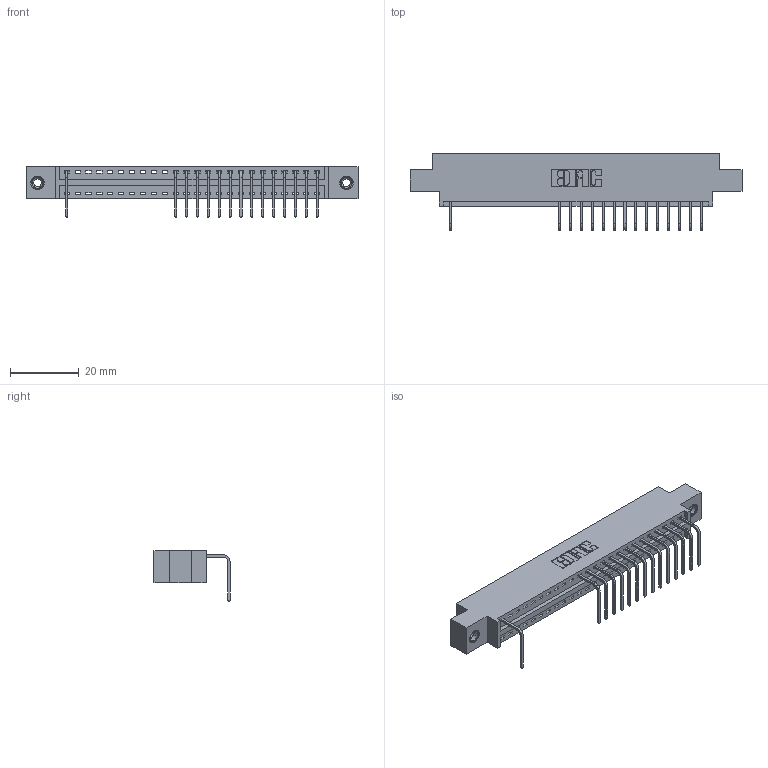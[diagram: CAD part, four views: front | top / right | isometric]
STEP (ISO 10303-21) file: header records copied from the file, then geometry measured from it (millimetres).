
FILE_DESCRIPTION (( 'STEP AP203' ), '1' );
FILE_NAME ('346-024-558-608.STEP', '2018-08-21T04:27:07', ( '' ), ( '' ), 'SwSTEP 2.0', 'SolidWorks 2016', '' );
FILE_SCHEMA (( 'CONFIG_CONTROL_DESIGN' ));
Length unit declared in the file: inch
Products named in the file (4): 346 Part_0.170 Offset - 0.156 Dia-TI; 345-292-001_558 Tail - 2; 345-250-001_345-250-003-102; 346-024-558-608
Assembly tree (18 placements, depth 2):
  346-024-558-608
    346 Part_0.170 Offset - 0.156 Dia-TI
    345-292-001_558 Tail - 2  x15
    345-250-001_345-250-003-102  x2
Bounding box: 96.77 x 22.16 x 14.73 mm (x, y, z)
Volume: 8925.3 mm3; surface area: 10887.7 mm2
Topology: 18 solids, 18 shells, 1194 faces, 3585 edges, 2362 vertices
Faces by surface type: plane 832, cylinder 346, cone 12, torus 4
Entity records: 18432 total; most frequent: CARTESIAN_POINT 3190, ORIENTED_EDGE 3150, DIRECTION 2851, EDGE_CURVE 1575, VECTOR 1327, LINE 1327, VERTEX_POINT 1044, AXIS2_PLACEMENT_3D 762
